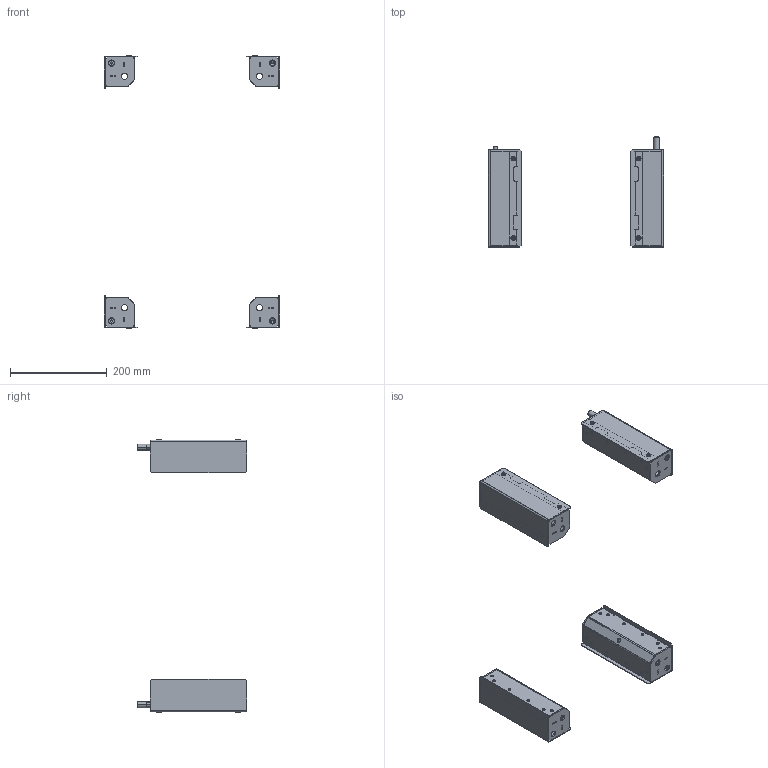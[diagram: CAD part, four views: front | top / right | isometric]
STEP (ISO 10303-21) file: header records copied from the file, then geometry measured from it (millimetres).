
FILE_DESCRIPTION (( 'STEP AP203' ), '1' );
FILE_NAME ('UR07500020101 Ýëåìåíòû óãëîâûå ýëåìåíòû öîêîëÿ 200ìì RS52 RAL7021 (000.136.075).STEP', '2022-04-13T07:21:52', ( '' ), ( '' ), 'SwSTEP 2.0', 'SolidWorks 2017', '' );
FILE_SCHEMA (( 'CONFIG_CONTROL_DESIGN' ));
Length unit declared in the file: millimetre
Products named in the file (10): 嵑殧趌11371_12; UR07500020101 Ýëåìåíòû óãëîâûå ýëåìåíòû öîêîëÿ 200ìì RS52 RAL7021 (000.136.075); 嵑殧趌6402_12; Âèíò DIN 912_Œ12å35; 024-451 Êðûøêà; Âèíò DIN 7500 M TORX_Œ5å16 (çñà­ë©); 鎔艜 DIN 912_M8x20; 000.137.048 Ñîåäèíèòåëü óãëîâîé; 024-446 砑僔蠂縺; 008-463 Ñòåíêà ïðîôèëüíàÿ
Assembly tree (31 placements, depth 3):
  UR07500020101 Ýëåìåíòû óãëîâûå ýëåìåíòû öîêîëÿ 200ìì RS52 RAL7021 (000.136.075)
    000.137.048 Ñîåäèíèòåëü óãëîâîé  x4
      008-463 Ñòåíêà ïðîôèëüíàÿ
      024-446 砑僔蠂縺
    024-451 Êðûøêà  x4
    Âèíò DIN 7500 M TORX_Œ5å16 (çñà­ë©)  x8
    嵑殧趌11371_12  x4
    嵑殧趌6402_12  x4
    Âèíò DIN 912_Œ12å35  x2
    鎔艜 DIN 912_M8x20  x2
Bounding box: 362.2 x 226.5 x 563.8 mm (x, y, z)
Volume: 524812.6 mm3; surface area: 581212.7 mm2
Topology: 36 solids, 36 shells, 1484 faces, 3840 edges, 2404 vertices
Faces by surface type: cylinder 736, plane 636, cone 64, torus 48
Entity records: 11893 total; most frequent: DIRECTION 1927, CARTESIAN_POINT 1730, ORIENTED_EDGE 1682, EDGE_CURVE 841, AXIS2_PLACEMENT_3D 719, VERTEX_POINT 522, VECTOR 489, LINE 489
